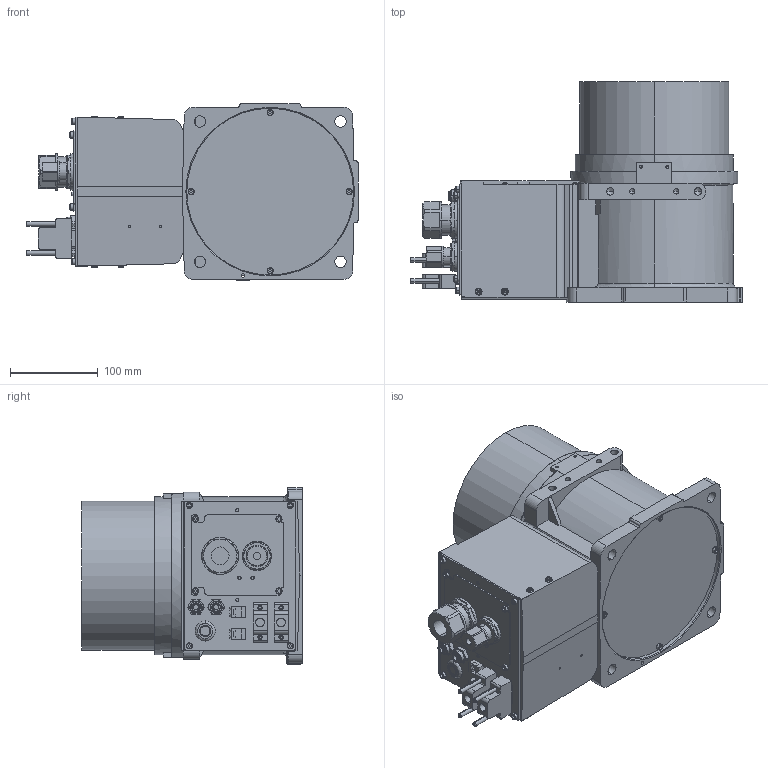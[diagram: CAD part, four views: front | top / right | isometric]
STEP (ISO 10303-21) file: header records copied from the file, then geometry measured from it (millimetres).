
FILE_DESCRIPTION (( 'STEP AP214' ), '1' );
FILE_NAME ('N6_A10SS BASE.STEP', '2020-05-10T09:00:49', ( '' ), ( '' ), 'SwSTEP 2.0', 'SolidWorks 2019', '' );
FILE_SCHEMA (( 'AUTOMOTIVE_DESIGN' ));
Length unit declared in the file: millimetre
Products named in the file (1): N6_A10SS BASE
Bounding box: 378.1 x 251 x 200.8 mm (x, y, z)
Volume: 9422214.7 mm3; surface area: 400619.3 mm2
Topology: 1 solids, 1 shells, 936 faces, 2394 edges, 1525 vertices
Faces by surface type: plane 500, cylinder 267, cone 137, bspline 32
Entity records: 40787 total; most frequent: CARTESIAN_POINT 7922, ORIENTED_EDGE 4716, DIRECTION 4635, EDGE_CURVE 2358, AXIS2_PLACEMENT_3D 1622, VERTEX_POINT 1525, LINE 1391, VECTOR 1391
